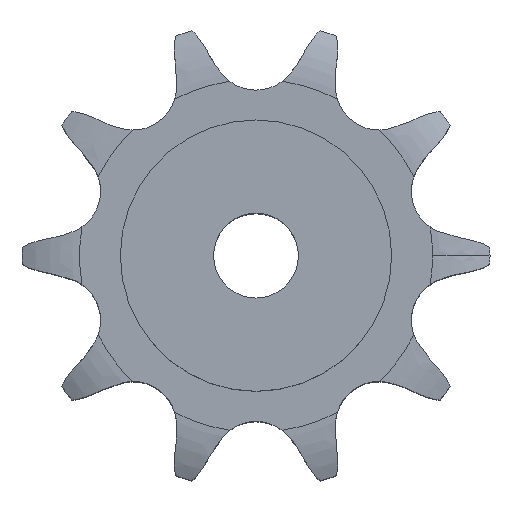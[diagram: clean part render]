
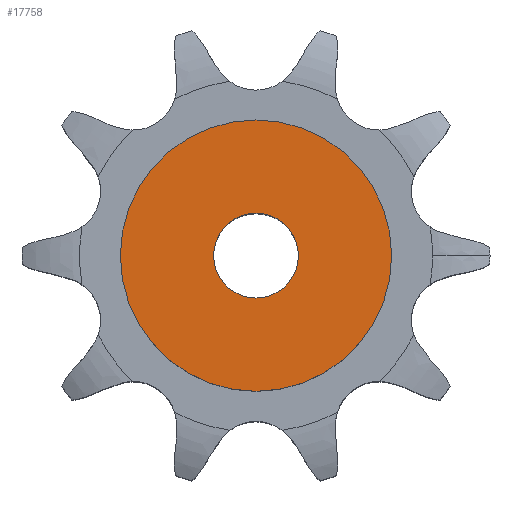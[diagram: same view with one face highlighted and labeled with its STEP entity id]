
A CAD part, top view. The second image highlights one B-rep face of the part: STEP entity #17758.
In plain terms, the highlighted planar face has unit normal (0, 0, 1).
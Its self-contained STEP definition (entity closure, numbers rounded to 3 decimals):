
#9640 = CYLINDRICAL_SURFACE('',#9641,12.5);
#9641 = AXIS2_PLACEMENT_3D('',#9642,#9643,#9644);
#9642 = CARTESIAN_POINT('',(0.,0.,246.403));
#9643 = DIRECTION('',(0.,0.,1.));
#9644 = DIRECTION('',(1.,0.,0.));
#12188 = EDGE_CURVE('',#12189,#12189,#12191,.T.);
#12189 = VERTEX_POINT('',#12190);
#12190 = CARTESIAN_POINT('',(12.5,0.,95.));
#12191 = SURFACE_CURVE('',#12192,(#12197,#12204),.PCURVE_S1.);
#12192 = CIRCLE('',#12193,12.5);
#12193 = AXIS2_PLACEMENT_3D('',#12194,#12195,#12196);
#12194 = CARTESIAN_POINT('',(0.,0.,95.));
#12195 = DIRECTION('',(0.,0.,1.));
#12196 = DIRECTION('',(1.,0.,0.));
#12197 = PCURVE('',#9640,#12198);
#12198 = DEFINITIONAL_REPRESENTATION('',(#12199),#12203);
#12199 = LINE('',#12200,#12201);
#12200 = CARTESIAN_POINT('',(0.,-151.403));
#12201 = VECTOR('',#12202,1.);
#12202 = DIRECTION('',(1.,0.));
#12203 = ( GEOMETRIC_REPRESENTATION_CONTEXT(2) 
PARAMETRIC_REPRESENTATION_CONTEXT() REPRESENTATION_CONTEXT('2D SPACE',''
  ) );
#12204 = PCURVE('',#12205,#12210);
#12205 = PLANE('',#12206);
#12206 = AXIS2_PLACEMENT_3D('',#12207,#12208,#12209);
#12207 = CARTESIAN_POINT('',(0.,0.,95.)
  );
#12208 = DIRECTION('',(0.,0.,1.));
#12209 = DIRECTION('',(1.,0.,0.));
#12210 = DEFINITIONAL_REPRESENTATION('',(#12211),#12215);
#12211 = CIRCLE('',#12212,12.5);
#12212 = AXIS2_PLACEMENT_2D('',#12213,#12214);
#12213 = CARTESIAN_POINT('',(0.,0.));
#12214 = DIRECTION('',(1.,0.));
#12215 = ( GEOMETRIC_REPRESENTATION_CONTEXT(2) 
PARAMETRIC_REPRESENTATION_CONTEXT() REPRESENTATION_CONTEXT('2D SPACE',''
  ) );
#17758 = ADVANCED_FACE('',(#17759,#17790),#12205,.T.);
#17759 = FACE_BOUND('',#17760,.T.);
#17760 = EDGE_LOOP('',(#17761));
#17761 = ORIENTED_EDGE('',*,*,#17762,.T.);
#17762 = EDGE_CURVE('',#17763,#17763,#17765,.T.);
#17763 = VERTEX_POINT('',#17764);
#17764 = CARTESIAN_POINT('',(40.,0.,95.));
#17765 = SURFACE_CURVE('',#17766,(#17771,#17778),.PCURVE_S1.);
#17766 = CIRCLE('',#17767,40.);
#17767 = AXIS2_PLACEMENT_3D('',#17768,#17769,#17770);
#17768 = CARTESIAN_POINT('',(0.,0.,95.));
#17769 = DIRECTION('',(0.,0.,1.));
#17770 = DIRECTION('',(1.,0.,0.));
#17771 = PCURVE('',#12205,#17772);
#17772 = DEFINITIONAL_REPRESENTATION('',(#17773),#17777);
#17773 = CIRCLE('',#17774,40.);
#17774 = AXIS2_PLACEMENT_2D('',#17775,#17776);
#17775 = CARTESIAN_POINT('',(0.,0.));
#17776 = DIRECTION('',(1.,0.));
#17777 = ( GEOMETRIC_REPRESENTATION_CONTEXT(2) 
PARAMETRIC_REPRESENTATION_CONTEXT() REPRESENTATION_CONTEXT('2D SPACE',''
  ) );
#17778 = PCURVE('',#17779,#17784);
#17779 = CYLINDRICAL_SURFACE('',#17780,40.);
#17780 = AXIS2_PLACEMENT_3D('',#17781,#17782,#17783);
#17781 = CARTESIAN_POINT('',(0.,0.,0.));
#17782 = DIRECTION('',(-0.,-0.,-1.));
#17783 = DIRECTION('',(1.,0.,0.));
#17784 = DEFINITIONAL_REPRESENTATION('',(#17785),#17789);
#17785 = LINE('',#17786,#17787);
#17786 = CARTESIAN_POINT('',(-0.,-95.));
#17787 = VECTOR('',#17788,1.);
#17788 = DIRECTION('',(-1.,0.));
#17789 = ( GEOMETRIC_REPRESENTATION_CONTEXT(2) 
PARAMETRIC_REPRESENTATION_CONTEXT() REPRESENTATION_CONTEXT('2D SPACE',''
  ) );
#17790 = FACE_BOUND('',#17791,.T.);
#17791 = EDGE_LOOP('',(#17792));
#17792 = ORIENTED_EDGE('',*,*,#12188,.F.);
